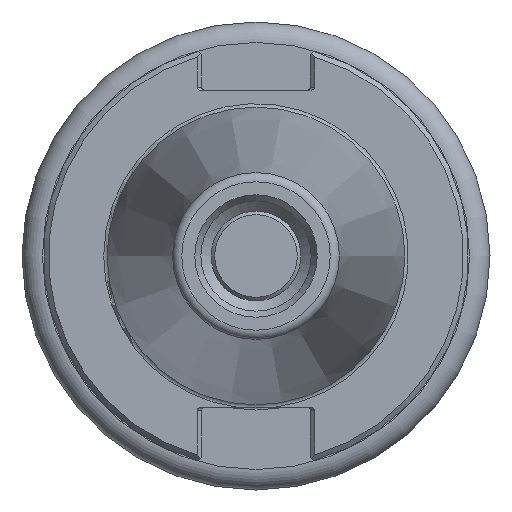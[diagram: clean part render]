
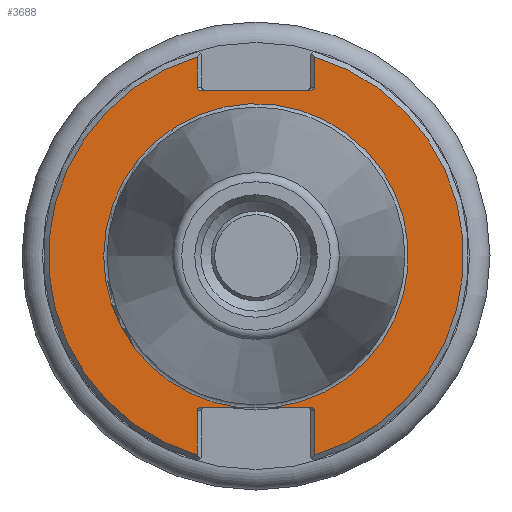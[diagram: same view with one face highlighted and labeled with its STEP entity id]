
A CAD part, left-side view. The second image highlights one B-rep face of the part: STEP entity #3688.
In plain terms, the highlighted planar face has unit normal (-1, 0, 0).
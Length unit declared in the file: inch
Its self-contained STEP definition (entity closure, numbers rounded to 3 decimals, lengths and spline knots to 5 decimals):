
#2746=CARTESIAN_POINT('',(0.125,0.345,0.992));
#2747=VERTEX_POINT('',#2746);
#2754=CARTESIAN_POINT('',(0.125,0.31672,0.972));
#2755=VERTEX_POINT('',#2754);
#2756=CARTESIAN_POINT('',(0.125,0.31672,0.992));
#2757=DIRECTION('',(-1.0,0.0,0.0));
#2758=DIRECTION('',(0.0,1.0,0.0));
#2759=AXIS2_PLACEMENT_3D('',#2756,#2757,#2758);
#2760=ELLIPSE('',#2759,0.02828,0.02);
#2761=EDGE_CURVE('',#2747,#2755,#2760,.T.);
#2846=CARTESIAN_POINT('',(0.125,0.345,1.1702));
#2847=VERTEX_POINT('',#2846);
#2854=CARTESIAN_POINT('',(0.125,0.345,1.1702));
#2855=DIRECTION('',(0.0,0.0,-1.0));
#2856=VECTOR('',#2855,0.1782);
#2857=LINE('',#2854,#2856);
#2858=EDGE_CURVE('',#2847,#2747,#2857,.T.);
#2958=CARTESIAN_POINT('',(0.125,-0.31672,0.972));
#2959=VERTEX_POINT('',#2958);
#2966=CARTESIAN_POINT('',(0.125,-0.345,0.992));
#2967=VERTEX_POINT('',#2966);
#2968=CARTESIAN_POINT('',(0.125,-0.31672,0.992));
#2969=DIRECTION('',(-1.0,0.0,0.0));
#2970=DIRECTION('',(0.0,-1.0,0.0));
#2971=AXIS2_PLACEMENT_3D('',#2968,#2969,#2970);
#2972=ELLIPSE('',#2971,0.02828,0.02);
#2973=EDGE_CURVE('',#2959,#2967,#2972,.T.);
#3023=CARTESIAN_POINT('',(0.125,-0.345,1.1702));
#3024=VERTEX_POINT('',#3023);
#3025=CARTESIAN_POINT('',(0.125,-0.345,0.992));
#3026=DIRECTION('',(0.0,0.0,1.0));
#3027=VECTOR('',#3026,0.1782);
#3028=LINE('',#3025,#3027);
#3029=EDGE_CURVE('',#2967,#3024,#3028,.T.);
#3047=CARTESIAN_POINT('',(0.125,-0.345,-0.908));
#3048=VERTEX_POINT('',#3047);
#3049=CARTESIAN_POINT('',(0.125,-0.31672,-0.888));
#3050=VERTEX_POINT('',#3049);
#3051=CARTESIAN_POINT('',(0.125,-0.31672,-0.908));
#3052=DIRECTION('',(-1.0,0.0,0.0));
#3053=DIRECTION('',(0.0,-1.0,0.0));
#3054=AXIS2_PLACEMENT_3D('',#3051,#3052,#3053);
#3055=ELLIPSE('',#3054,0.02828,0.02);
#3056=EDGE_CURVE('',#3048,#3050,#3055,.T.);
#3154=CARTESIAN_POINT('',(0.125,-0.345,-1.1702));
#3155=VERTEX_POINT('',#3154);
#3162=CARTESIAN_POINT('',(0.125,-0.345,-1.1702));
#3163=DIRECTION('',(0.0,0.0,1.0));
#3164=VECTOR('',#3163,0.2622);
#3165=LINE('',#3162,#3164);
#3166=EDGE_CURVE('',#3155,#3048,#3165,.T.);
#3266=CARTESIAN_POINT('',(0.125,0.31672,-0.888));
#3267=VERTEX_POINT('',#3266);
#3274=CARTESIAN_POINT('',(0.125,0.345,-0.908));
#3275=VERTEX_POINT('',#3274);
#3276=CARTESIAN_POINT('',(0.125,0.31672,-0.908));
#3277=DIRECTION('',(-1.0,0.0,0.0));
#3278=DIRECTION('',(0.0,1.0,0.0));
#3279=AXIS2_PLACEMENT_3D('',#3276,#3277,#3278);
#3280=ELLIPSE('',#3279,0.02828,0.02);
#3281=EDGE_CURVE('',#3267,#3275,#3280,.T.);
#3331=CARTESIAN_POINT('',(0.125,0.345,-1.1702));
#3332=VERTEX_POINT('',#3331);
#3333=CARTESIAN_POINT('',(0.125,0.345,-0.908));
#3334=DIRECTION('',(0.0,0.0,-1.0));
#3335=VECTOR('',#3334,0.2622);
#3336=LINE('',#3333,#3335);
#3337=EDGE_CURVE('',#3275,#3332,#3336,.T.);
#3404=CARTESIAN_POINT('',(0.125,0.31672,0.972));
#3405=DIRECTION('',(0.0,-1.0,0.0));
#3406=VECTOR('',#3405,0.63343);
#3407=LINE('',#3404,#3406);
#3408=EDGE_CURVE('',#2755,#2959,#3407,.T.);
#3606=CARTESIAN_POINT('',(0.125,-0.11172,-0.888));
#3607=VERTEX_POINT('',#3606);
#3608=CARTESIAN_POINT('',(0.125,0.11172,-0.888));
#3609=VERTEX_POINT('',#3608);
#3624=CARTESIAN_POINT('',(0.125,0.,0.0));
#3625=DIRECTION('',(-1.0,0.0,0.0));
#3626=DIRECTION('',(0.0,-1.0,0.0));
#3627=AXIS2_PLACEMENT_3D('',#3624,#3625,#3626);
#3628=CIRCLE('',#3627,0.895);
#3629=EDGE_CURVE('',#3607,#3609,#3628,.T.);
#3645=CARTESIAN_POINT('',(0.125,1.0625,0.0));
#3646=DIRECTION('',(-1.0,0.0,0.0));
#3647=DIRECTION('',(0.0,0.0,1.0));
#3648=AXIS2_PLACEMENT_3D('',#3645,#3646,#3647);
#3649=PLANE('',#3648);
#3650=ORIENTED_EDGE('',*,*,#3629,.F.);
#3651=CARTESIAN_POINT('',(0.125,-0.31672,-0.888));
#3652=DIRECTION('',(0.0,1.0,0.0));
#3653=VECTOR('',#3652,0.205);
#3654=LINE('',#3651,#3653);
#3655=EDGE_CURVE('',#3050,#3607,#3654,.T.);
#3656=ORIENTED_EDGE('',*,*,#3655,.F.);
#3657=ORIENTED_EDGE('',*,*,#3056,.F.);
#3658=ORIENTED_EDGE('',*,*,#3166,.F.);
#3659=CARTESIAN_POINT('',(0.125,0.,0.0));
#3660=DIRECTION('',(1.0,0.0,0.0));
#3661=DIRECTION('',(0.0,-1.0,0.0));
#3662=AXIS2_PLACEMENT_3D('',#3659,#3660,#3661);
#3663=CIRCLE('',#3662,1.22);
#3664=EDGE_CURVE('',#3024,#3155,#3663,.T.);
#3665=ORIENTED_EDGE('',*,*,#3664,.F.);
#3666=ORIENTED_EDGE('',*,*,#3029,.F.);
#3667=ORIENTED_EDGE('',*,*,#2973,.F.);
#3668=ORIENTED_EDGE('',*,*,#3408,.F.);
#3669=ORIENTED_EDGE('',*,*,#2761,.F.);
#3670=ORIENTED_EDGE('',*,*,#2858,.F.);
#3671=CARTESIAN_POINT('',(0.125,0.,0.0));
#3672=DIRECTION('',(1.0,0.0,0.0));
#3673=DIRECTION('',(0.0,1.0,0.0));
#3674=AXIS2_PLACEMENT_3D('',#3671,#3672,#3673);
#3675=CIRCLE('',#3674,1.22);
#3676=EDGE_CURVE('',#3332,#2847,#3675,.T.);
#3677=ORIENTED_EDGE('',*,*,#3676,.F.);
#3678=ORIENTED_EDGE('',*,*,#3337,.F.);
#3679=ORIENTED_EDGE('',*,*,#3281,.F.);
#3680=CARTESIAN_POINT('',(0.125,0.11172,-0.888));
#3681=DIRECTION('',(0.0,1.0,0.0));
#3682=VECTOR('',#3681,0.205);
#3683=LINE('',#3680,#3682);
#3684=EDGE_CURVE('',#3609,#3267,#3683,.T.);
#3685=ORIENTED_EDGE('',*,*,#3684,.F.);
#3686=EDGE_LOOP('',(#3650,#3656,#3657,#3658,#3665,#3666,#3667,#3668,#3669,#3670,#3677,#3678,#3679,#3685));
#3687=FACE_OUTER_BOUND('',#3686,.T.);
#3688=ADVANCED_FACE('',(#3687),#3649,.T.);
